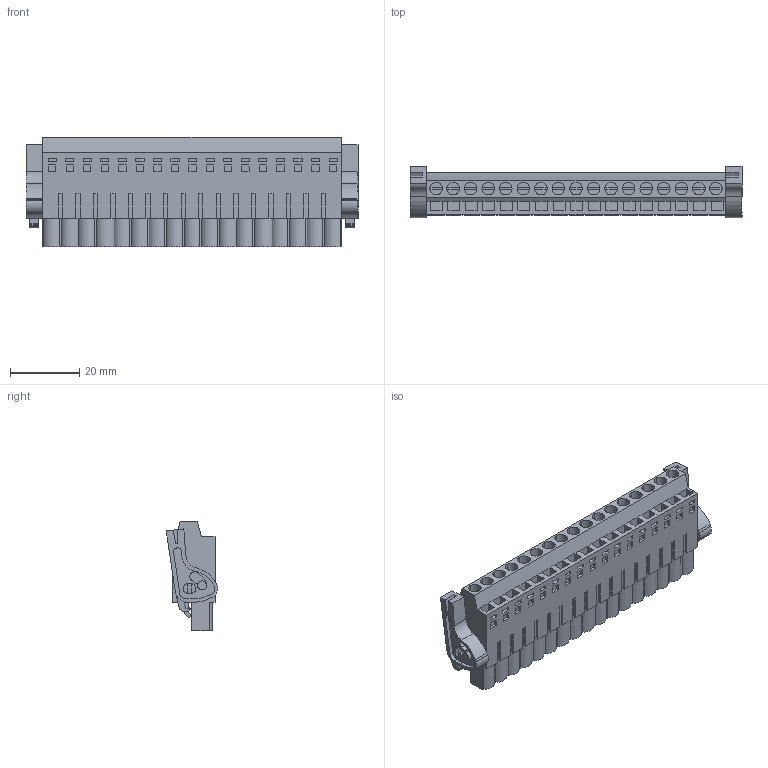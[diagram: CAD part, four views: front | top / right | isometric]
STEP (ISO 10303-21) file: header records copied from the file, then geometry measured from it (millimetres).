
FILE_DESCRIPTION(('CATIA V5 STEP Exchange','CAx-IF Rec.Pracs.--- Model Styling and Organization---1.2---2011-12-15'),'2;1');
FILE_NAME ('D1458708_0_1890370000_1890370000.stp','2017-10-31T20:47:23+00:00',('none'),('Weidmueller'),'CATIA Version 5-6 Release 2014','CATIA V5 STEP AP214','none');
FILE_SCHEMA(('AUTOMOTIVE_DESIGN { 1 0 10303 214 1 1 1 1 }'));
Length unit declared in the file: millimetre
Products named in the file (1): 1890370000
Bounding box: 96.06 x 14.91 x 31.8 mm (x, y, z)
Volume: 24330.1 mm3; surface area: 14539.2 mm2
Topology: 20 solids, 20 shells, 1258 faces, 3505 edges, 2384 vertices
Faces by surface type: plane 1030, cylinder 228
Entity records: 39119 total; most frequent: CARTESIAN_POINT 7430, ORIENTED_EDGE 7010, DIRECTION 5039, EDGE_CURVE 3505, VECTOR 2961, LINE 2961, VERTEX_POINT 2384, EDGE_LOOP 1363
